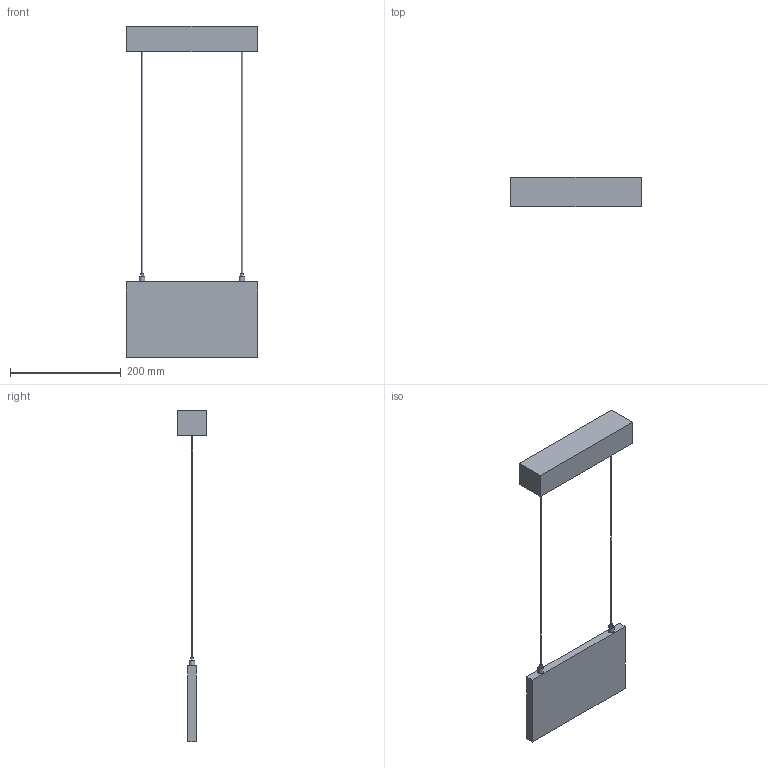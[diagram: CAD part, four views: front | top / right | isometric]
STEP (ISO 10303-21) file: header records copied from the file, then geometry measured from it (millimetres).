
FILE_DESCRIPTION(/* description */ ('Unknown'),/* implementation_level */ '2;1');
FILE_NAME(/* name */ 'SNP 1520 S LED 230V',/* time_stamp */ '2018-06-19T07:23:25+02:00',/* author */ ('Unknown'),/* organization */ ('Unknown'),/* preprocessor_version */ 'ST-DEVELOPER v16.7',/* originating_system */ 'DEX',/* authorisation */ $);
FILE_SCHEMA (('AUTOMOTIVE_DESIGN {1 0 10303 214 3 1 1}'));
Length unit declared in the file: millimetre
Products named in the file (1): Part1
Bounding box: 237 x 54 x 598.5 mm (x, y, z)
Volume: 1069090.6 mm3; surface area: 135290.9 mm2
Topology: 1 solids, 1 shells, 22 faces, 42 edges, 28 vertices
Faces by surface type: plane 16, cylinder 6
Full cylindrical faces by diameter (mm): 2.5 x2, 5 x2, 10 x2
Entity records: 562 total; most frequent: DIRECTION 94, CARTESIAN_POINT 87, ORIENTED_EDGE 72, EDGE_CURVE 36, EDGE_LOOP 36, FACE_BOUND 36, AXIS2_PLACEMENT_3D 35, VERTEX_POINT 28
